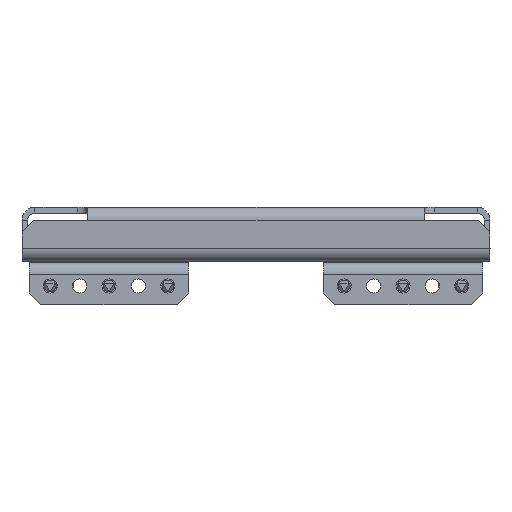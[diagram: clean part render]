
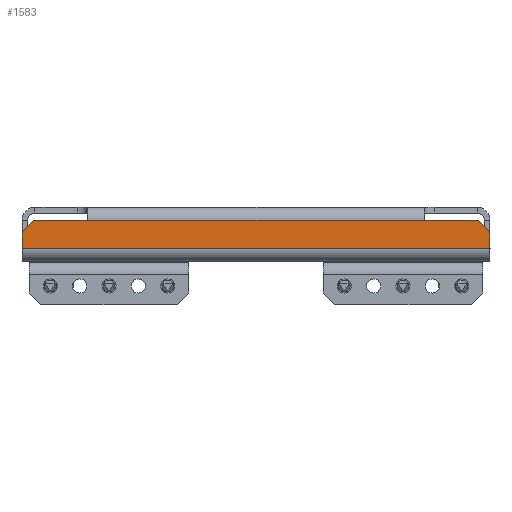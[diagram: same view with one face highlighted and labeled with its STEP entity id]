
A CAD part, left-side view. The second image highlights one B-rep face of the part: STEP entity #1583.
In plain terms, the highlighted planar face has unit normal (-1, 0, 0).
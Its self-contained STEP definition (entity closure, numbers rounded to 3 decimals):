
#67 = VECTOR ( 'NONE', #8616, 1000. ) ;
#298 = DIRECTION ( 'NONE',  ( 0., 0.707, 0.707 ) ) ;
#324 = ORIENTED_EDGE ( 'NONE', *, *, #530, .T. ) ;
#480 = VERTEX_POINT ( 'NONE', #6770 ) ;
#530 = EDGE_CURVE ( 'NONE', #9317, #480, #4596, .T. ) ;
#571 = VERTEX_POINT ( 'NONE', #6039 ) ;
#834 = CARTESIAN_POINT ( 'NONE',  ( -349.5, 94.5, -3. ) ) ;
#863 = DIRECTION ( 'NONE',  ( 0., 0., -1. ) ) ;
#1425 = CARTESIAN_POINT ( 'NONE',  ( -349.5, -99.5, 0. ) ) ;
#1434 = CARTESIAN_POINT ( 'NONE',  ( -349.5, 99.5, -15. ) ) ;
#1583 = ADVANCED_FACE ( 'NONE', ( #13020 ), #12146, .F. ) ;
#1701 = DIRECTION ( 'NONE',  ( 0., -1., 0. ) ) ;
#1822 = DIRECTION ( 'NONE',  ( 0., 0.707, -0.707 ) ) ;
#1877 = LINE ( 'NONE', #1425, #67 ) ;
#2292 = ORIENTED_EDGE ( 'NONE', *, *, #9355, .T. ) ;
#2583 = LINE ( 'NONE', #6884, #4975 ) ;
#2827 = ORIENTED_EDGE ( 'NONE', *, *, #8992, .T. ) ;
#4002 = EDGE_CURVE ( 'NONE', #9317, #13052, #10096, .T. ) ;
#4050 = AXIS2_PLACEMENT_3D ( 'NONE', #9187, #4071, #863 ) ;
#4071 = DIRECTION ( 'NONE',  ( 1., 0., 0. ) ) ;
#4087 = EDGE_CURVE ( 'NONE', #571, #7442, #1877, .T. ) ;
#4297 = CARTESIAN_POINT ( 'NONE',  ( -349.5, 99.5, 0. ) ) ;
#4310 = DIRECTION ( 'NONE',  ( 0., -1., 0. ) ) ;
#4322 = VECTOR ( 'NONE', #298, 1000. ) ;
#4430 = DIRECTION ( 'NONE',  ( 0., 0., -1. ) ) ;
#4596 = LINE ( 'NONE', #11974, #8768 ) ;
#4649 = VECTOR ( 'NONE', #4310, 1000. ) ;
#4975 = VECTOR ( 'NONE', #1701, 1000. ) ;
#5126 = EDGE_LOOP ( 'NONE', ( #11501, #12716, #10348, #2292, #11348, #324, #12520, #2827 ) ) ;
#5355 = CARTESIAN_POINT ( 'NONE',  ( -349.5, 99.5, -15. ) ) ;
#5729 = DIRECTION ( 'NONE',  ( 0., -1., 0. ) ) ;
#5751 = VERTEX_POINT ( 'NONE', #10272 ) ;
#6039 = CARTESIAN_POINT ( 'NONE',  ( -349.5, -99.5, -15. ) ) ;
#6253 = VERTEX_POINT ( 'NONE', #8093 ) ;
#6314 = VECTOR ( 'NONE', #5729, 1000. ) ;
#6412 = CARTESIAN_POINT ( 'NONE',  ( -349.5, -99.5, -3. ) ) ;
#6517 = CARTESIAN_POINT ( 'NONE',  ( -349.5, -99.5, -8. ) ) ;
#6557 = EDGE_CURVE ( 'NONE', #480, #11033, #11795, .T. ) ;
#6770 = CARTESIAN_POINT ( 'NONE',  ( -349.5, 99.5, -8. ) ) ;
#6884 = CARTESIAN_POINT ( 'NONE',  ( -349.5, -99.5, -3. ) ) ;
#7442 = VERTEX_POINT ( 'NONE', #9496 ) ;
#7914 = LINE ( 'NONE', #8096, #12671 ) ;
#8093 = CARTESIAN_POINT ( 'NONE',  ( -349.5, -94.5, -3. ) ) ;
#8096 = CARTESIAN_POINT ( 'NONE',  ( -349.5, 71.5, -3. ) ) ;
#8137 = DIRECTION ( 'NONE',  ( 0., 1., 0. ) ) ;
#8462 = EDGE_CURVE ( 'NONE', #5751, #6253, #2583, .T. ) ;
#8616 = DIRECTION ( 'NONE',  ( 0., 0., 1. ) ) ;
#8768 = VECTOR ( 'NONE', #1822, 1000. ) ;
#8992 = EDGE_CURVE ( 'NONE', #11033, #571, #9998, .T. ) ;
#9187 = CARTESIAN_POINT ( 'NONE',  ( -349.5, 0., 0. ) ) ;
#9263 = VECTOR ( 'NONE', #4430, 1000. ) ;
#9317 = VERTEX_POINT ( 'NONE', #834 ) ;
#9355 = EDGE_CURVE ( 'NONE', #5751, #13052, #7914, .T. ) ;
#9496 = CARTESIAN_POINT ( 'NONE',  ( -349.5, -99.5, -8. ) ) ;
#9998 = LINE ( 'NONE', #1434, #6314 ) ;
#10096 = LINE ( 'NONE', #6412, #4649 ) ;
#10272 = CARTESIAN_POINT ( 'NONE',  ( -349.5, -71.5, -3. ) ) ;
#10348 = ORIENTED_EDGE ( 'NONE', *, *, #8462, .F. ) ;
#11033 = VERTEX_POINT ( 'NONE', #5355 ) ;
#11348 = ORIENTED_EDGE ( 'NONE', *, *, #4002, .F. ) ;
#11349 = LINE ( 'NONE', #6517, #4322 ) ;
#11501 = ORIENTED_EDGE ( 'NONE', *, *, #4087, .T. ) ;
#11795 = LINE ( 'NONE', #4297, #9263 ) ;
#11814 = EDGE_CURVE ( 'NONE', #7442, #6253, #11349, .T. ) ;
#11974 = CARTESIAN_POINT ( 'NONE',  ( -349.5, 94.5, -3. ) ) ;
#12146 = PLANE ( 'NONE',  #4050 ) ;
#12520 = ORIENTED_EDGE ( 'NONE', *, *, #6557, .T. ) ;
#12671 = VECTOR ( 'NONE', #8137, 1000. ) ;
#12716 = ORIENTED_EDGE ( 'NONE', *, *, #11814, .T. ) ;
#12719 = CARTESIAN_POINT ( 'NONE',  ( -349.5, 71.5, -3. ) ) ;
#13020 = FACE_OUTER_BOUND ( 'NONE', #5126, .T. ) ;
#13052 = VERTEX_POINT ( 'NONE', #12719 ) ;
